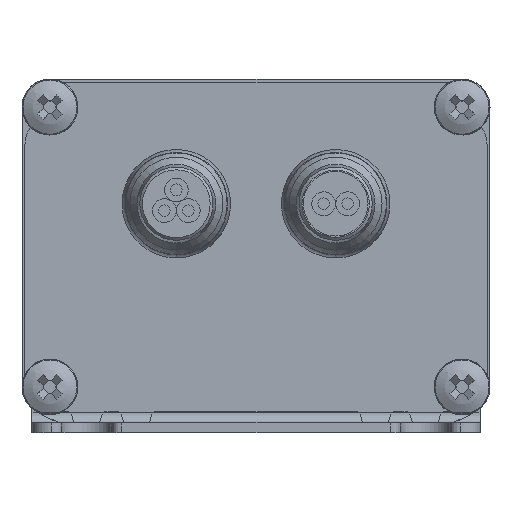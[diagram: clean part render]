
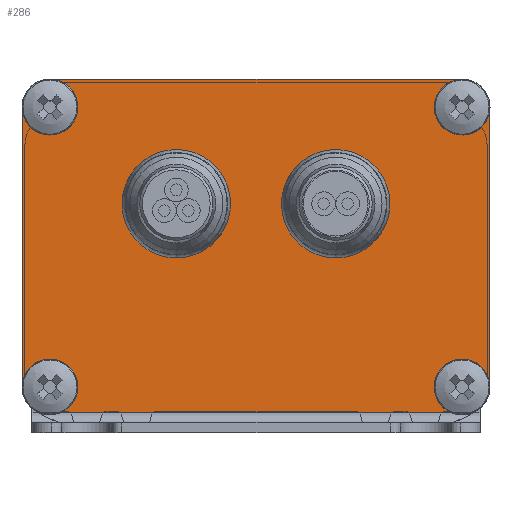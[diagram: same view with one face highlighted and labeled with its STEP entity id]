
A CAD part, left-side view. The second image highlights one B-rep face of the part: STEP entity #286.
In plain terms, the highlighted planar face has unit normal (-1, 0, 0).
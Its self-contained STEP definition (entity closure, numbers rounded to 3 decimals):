
#286=ADVANCED_FACE('',(#2783,#2785,#2787),#2789,.T.);
#2783=FACE_BOUND('',#2784,.T.);
#2784=EDGE_LOOP('',(#5951,#5952,#5953,#5954,#5955,#5956,#5957,#5958,#5959,#5960,
#5961));
#2785=FACE_BOUND('',#2786,.T.);
#2786=EDGE_LOOP('',(#5962));
#2787=FACE_BOUND('',#2788,.T.);
#2788=EDGE_LOOP('',(#5963));
#2789=PLANE('',#2790);
#2790=AXIS2_PLACEMENT_3D('',#2791,#2792,#2793);
#2791=CARTESIAN_POINT('',(-102.,0.,0.));
#2792=DIRECTION('',(-1.,0.,0.));
#2793=DIRECTION('',(0.,-1.,0.));
#5951=ORIENTED_EDGE('',*,*,#7244,.T.);
#5952=ORIENTED_EDGE('',*,*,#7242,.T.);
#5953=ORIENTED_EDGE('',*,*,#7239,.T.);
#5954=ORIENTED_EDGE('',*,*,#7238,.T.);
#5955=ORIENTED_EDGE('',*,*,#7236,.T.);
#5956=ORIENTED_EDGE('',*,*,#7232,.T.);
#5957=ORIENTED_EDGE('',*,*,#7230,.T.);
#5958=ORIENTED_EDGE('',*,*,#7227,.T.);
#5959=ORIENTED_EDGE('',*,*,#7226,.T.);
#5960=ORIENTED_EDGE('',*,*,#7306,.F.);
#5961=ORIENTED_EDGE('',*,*,#7245,.T.);
#5962=ORIENTED_EDGE('',*,*,#7307,.F.);
#5963=ORIENTED_EDGE('',*,*,#7308,.F.);
#7226=EDGE_CURVE('',#8634,#8632,#8635,.T.);
#7227=EDGE_CURVE('',#8636,#8634,#8637,.T.);
#7230=EDGE_CURVE('',#8641,#8636,#8642,.T.);
#7232=EDGE_CURVE('',#8644,#8641,#8645,.T.);
#7236=EDGE_CURVE('',#8651,#8644,#8652,.T.);
#7238=EDGE_CURVE('',#8654,#8651,#8655,.T.);
#7239=EDGE_CURVE('',#8656,#8654,#8657,.T.);
#7242=EDGE_CURVE('',#8661,#8656,#8662,.T.);
#7244=EDGE_CURVE('',#8664,#8661,#8665,.T.);
#7245=EDGE_CURVE('',#8666,#8664,#8667,.T.);
#7306=EDGE_CURVE('',#8666,#8632,#8759,.T.);
#7307=EDGE_CURVE('',#8760,#8760,#8761,.F.);
#7308=EDGE_CURVE('',#8762,#8762,#8763,.F.);
#8632=VERTEX_POINT('',#12471);
#8634=VERTEX_POINT('',#12497);
#8635=CIRCLE('',#12498,2.8);
#8636=VERTEX_POINT('',#12502);
#8637=CIRCLE('',#12503,2.8);
#8641=VERTEX_POINT('',#12515);
#8642=LINE('',#12516,#12517);
#8644=VERTEX_POINT('',#12522);
#8645=CIRCLE('',#12523,2.8);
#8651=VERTEX_POINT('',#12540);
#8652=LINE('',#12541,#12542);
#8654=VERTEX_POINT('',#12547);
#8655=CIRCLE('',#12548,2.8);
#8656=VERTEX_POINT('',#12552);
#8657=CIRCLE('',#12553,2.8);
#8661=VERTEX_POINT('',#12565);
#8662=LINE('',#12566,#12567);
#8664=VERTEX_POINT('',#12572);
#8665=CIRCLE('',#12573,2.8);
#8666=VERTEX_POINT('',#12577);
#8667=CIRCLE('',#12578,2.8);
#8759=LINE('',#12826,#12827);
#8760=VERTEX_POINT('',#12829);
#8761=CIRCLE('',#12830,5.1);
#8762=VERTEX_POINT('',#12834);
#8763=CIRCLE('',#12835,5.1);
#12471=CARTESIAN_POINT('',(-102.,19.661,2.));
#12497=CARTESIAN_POINT('',(-102.,22.68,6.58));
#12498=AXIS2_PLACEMENT_3D('',#12499,#12500,#12501);
#12499=CARTESIAN_POINT('',(-102.,20.7,4.6));
#12500=DIRECTION('',(1.,0.,0.));
#12501=DIRECTION('',(0.,0.707,0.707));
#12502=CARTESIAN_POINT('',(-102.,23.5,4.6));
#12503=AXIS2_PLACEMENT_3D('',#12504,#12505,#12506);
#12504=CARTESIAN_POINT('',(-102.,20.7,4.6));
#12505=DIRECTION('',(1.,0.,0.));
#12506=DIRECTION('',(0.,1.,0.));
#12515=CARTESIAN_POINT('',(-102.,23.5,32.7));
#12516=CARTESIAN_POINT('',(-102.,23.5,32.7));
#12517=VECTOR('',#12518,1.);
#12518=DIRECTION('',(0.,0.,-1.));
#12522=CARTESIAN_POINT('',(-102.,20.7,35.5));
#12523=AXIS2_PLACEMENT_3D('',#12524,#12525,#12526);
#12524=CARTESIAN_POINT('',(-102.,20.7,32.7));
#12525=DIRECTION('',(1.,0.,0.));
#12526=DIRECTION('',(0.,0.,1.));
#12540=CARTESIAN_POINT('',(-102.,-20.7,35.5));
#12541=CARTESIAN_POINT('',(-102.,-20.7,35.5));
#12542=VECTOR('',#12543,1.);
#12543=DIRECTION('',(0.,1.,0.));
#12547=CARTESIAN_POINT('',(-102.,-18.72,34.68));
#12548=AXIS2_PLACEMENT_3D('',#12549,#12550,#12551);
#12549=CARTESIAN_POINT('',(-102.,-20.7,32.7));
#12550=DIRECTION('',(1.,0.,0.));
#12551=DIRECTION('',(0.,0.707,0.707));
#12552=CARTESIAN_POINT('',(-102.,-23.5,32.7));
#12553=AXIS2_PLACEMENT_3D('',#12554,#12555,#12556);
#12554=CARTESIAN_POINT('',(-102.,-20.7,32.7));
#12555=DIRECTION('',(1.,0.,0.));
#12556=DIRECTION('',(0.,-1.,0.));
#12565=CARTESIAN_POINT('',(-102.,-23.5,4.6));
#12566=CARTESIAN_POINT('',(-102.,-23.5,4.6));
#12567=VECTOR('',#12568,1.);
#12568=DIRECTION('',(0.,0.,1.));
#12572=CARTESIAN_POINT('',(-102.,-18.72,6.58));
#12573=AXIS2_PLACEMENT_3D('',#12574,#12575,#12576);
#12574=CARTESIAN_POINT('',(-102.,-20.7,4.6));
#12575=DIRECTION('',(1.,0.,0.));
#12576=DIRECTION('',(0.,0.707,0.707));
#12577=CARTESIAN_POINT('',(-102.,-19.661,2.));
#12578=AXIS2_PLACEMENT_3D('',#12579,#12580,#12581);
#12579=CARTESIAN_POINT('',(-102.,-20.7,4.6));
#12580=DIRECTION('',(1.,0.,0.));
#12581=DIRECTION('',(0.,0.371,-0.929));
#12826=CARTESIAN_POINT('',(-102.,-19.661,2.));
#12827=VECTOR('',#12828,1.);
#12828=DIRECTION('',(0.,1.,0.));
#12829=CARTESIAN_POINT('',(-102.,8.,28.1));
#12830=AXIS2_PLACEMENT_3D('',#12831,#12832,#12833);
#12831=CARTESIAN_POINT('',(-102.,8.,23.));
#12832=DIRECTION('',(1.,0.,0.));
#12833=DIRECTION('',(0.,0.,1.));
#12834=CARTESIAN_POINT('',(-102.,-8.,28.1));
#12835=AXIS2_PLACEMENT_3D('',#12836,#12837,#12838);
#12836=CARTESIAN_POINT('',(-102.,-8.,23.));
#12837=DIRECTION('',(1.,0.,0.));
#12838=DIRECTION('',(0.,0.,1.));
